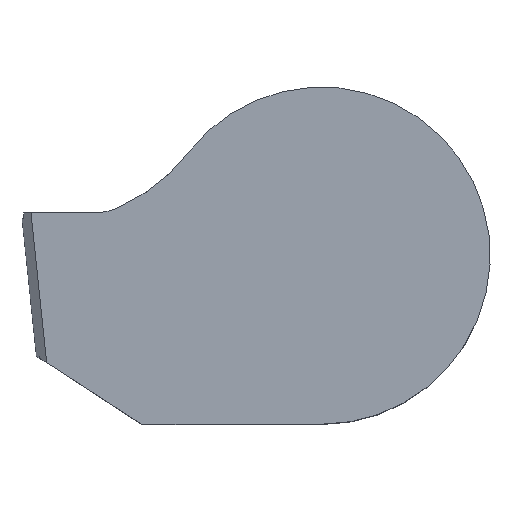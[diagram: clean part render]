
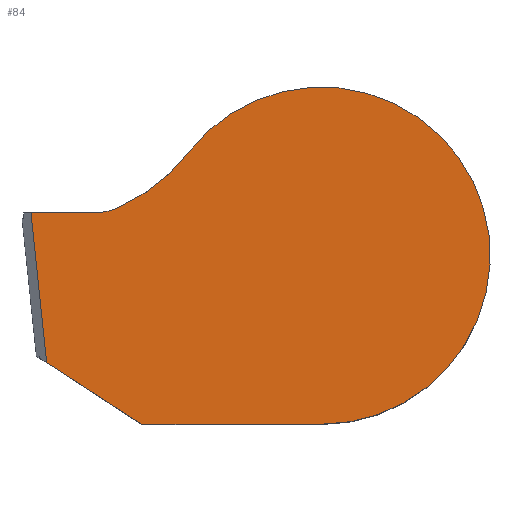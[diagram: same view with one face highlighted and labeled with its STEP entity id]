
A CAD part, top view. The second image highlights one B-rep face of the part: STEP entity #84.
In plain terms, the highlighted planar face has unit normal (0, 0, 1).
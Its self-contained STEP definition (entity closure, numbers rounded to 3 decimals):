
#45=CIRCLE('',#448,5.);
#48=CIRCLE('',#452,1.5);
#49=CIRCLE('',#461,4.5);
#84=ADVANCED_FACE('',(#122),#99,.F.);
#99=PLANE('',#472);
#122=FACE_OUTER_BOUND('',#145,.T.);
#145=EDGE_LOOP('',(#266,#267,#268,#269,#270,#271,#272));
#266=ORIENTED_EDGE('',*,*,#314,.F.);
#267=ORIENTED_EDGE('',*,*,#371,.F.);
#268=ORIENTED_EDGE('',*,*,#326,.F.);
#269=ORIENTED_EDGE('',*,*,#361,.F.);
#270=ORIENTED_EDGE('',*,*,#363,.F.);
#271=ORIENTED_EDGE('',*,*,#340,.F.);
#272=ORIENTED_EDGE('',*,*,#347,.F.);
#275=VERTEX_POINT('',#581);
#276=VERTEX_POINT('',#583);
#287=VERTEX_POINT('',#625);
#288=VERTEX_POINT('',#627);
#298=VERTEX_POINT('',#663);
#299=VERTEX_POINT('',#665);
#308=VERTEX_POINT('',#735);
#314=EDGE_CURVE('',#275,#276,#374,.T.);
#326=EDGE_CURVE('',#287,#288,#382,.T.);
#340=EDGE_CURVE('',#298,#299,#45,.T.);
#347=EDGE_CURVE('',#276,#298,#48,.T.);
#361=EDGE_CURVE('',#308,#287,#400,.T.);
#363=EDGE_CURVE('',#299,#308,#49,.T.);
#371=EDGE_CURVE('',#288,#275,#404,.T.);
#374=LINE('',#582,#407);
#382=LINE('',#626,#415);
#400=LINE('',#737,#433);
#404=LINE('',#781,#437);
#407=VECTOR('',#477,1.);
#415=VECTOR('',#489,1.);
#433=VECTOR('',#545,1.);
#437=VECTOR('',#571,1.);
#448=AXIS2_PLACEMENT_3D('',#664,#511,#512);
#452=AXIS2_PLACEMENT_3D('',#689,#521,#522);
#461=AXIS2_PLACEMENT_3D('',#740,#549,#550);
#472=AXIS2_PLACEMENT_3D('',#783,#574,#575);
#477=DIRECTION('',(1.,0.,0.));
#489=DIRECTION('',(-0.839,0.545,0.));
#511=DIRECTION('',(0.,0.,1.));
#512=DIRECTION('',(-1.,0.,0.));
#521=DIRECTION('',(0.,0.,1.));
#522=DIRECTION('',(-1.,0.,0.));
#545=DIRECTION('',(-1.,0.,0.));
#549=DIRECTION('',(0.,0.,-1.));
#550=DIRECTION('',(1.,0.,0.));
#571=DIRECTION('',(-0.105,0.995,0.));
#574=DIRECTION('',(0.,0.,-1.));
#575=DIRECTION('',(1.,0.,0.));
#581=CARTESIAN_POINT('',(-7.761,1.15,0.));
#582=CARTESIAN_POINT('',(-9.3,1.15,0.));
#583=CARTESIAN_POINT('',(-6.038,1.15,0.));
#625=CARTESIAN_POINT('',(-4.8,-4.5,0.));
#626=CARTESIAN_POINT('',(-4.8,-4.5,0.));
#627=CARTESIAN_POINT('',(-7.341,-2.85,0.));
#663=CARTESIAN_POINT('',(-5.411,1.287,0.));
#664=CARTESIAN_POINT('',(-7.501,5.83,0.));
#665=CARTESIAN_POINT('',(-3.553,2.761,0.));
#689=CARTESIAN_POINT('',(-6.038,2.65,0.));
#735=CARTESIAN_POINT('',(0.,-4.5,0.));
#737=CARTESIAN_POINT('',(0.,-4.5,0.));
#740=CARTESIAN_POINT('',(0.,0.,0.));
#781=CARTESIAN_POINT('',(-7.782,1.345,0.));
#783=CARTESIAN_POINT('',(-9.633,1.15,0.));
